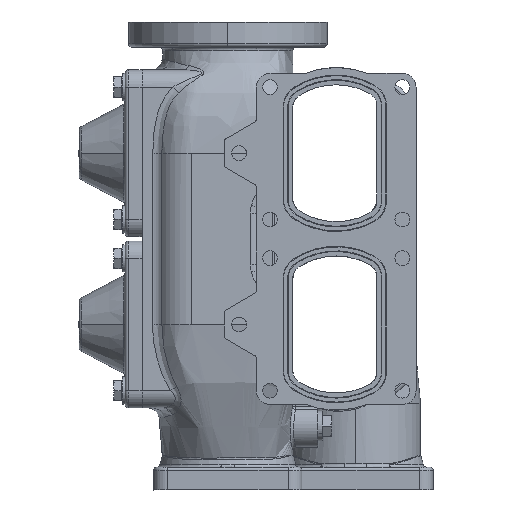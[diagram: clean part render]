
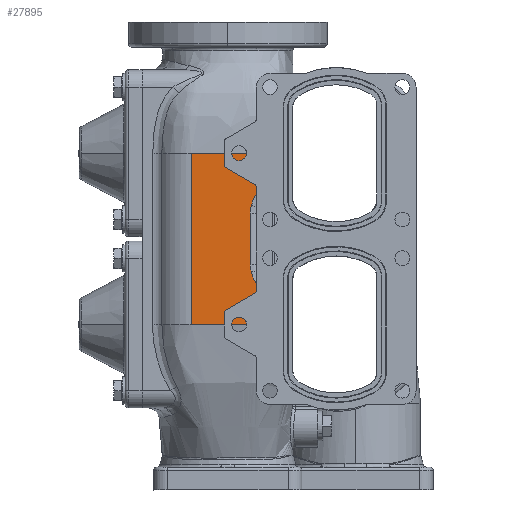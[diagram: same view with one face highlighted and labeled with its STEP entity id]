
A CAD part, left-side view. The second image highlights one B-rep face of the part: STEP entity #27895.
In plain terms, the highlighted planar face has unit normal (-1, 0, 0).
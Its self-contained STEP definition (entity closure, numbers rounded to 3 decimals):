
#3533 = ORIENTED_EDGE ( 'NONE', *, *, #137023, .T. ) ;
#3534 = ORIENTED_EDGE ( 'NONE', *, *, #46861, .T. ) ;
#3535 = ORIENTED_EDGE ( 'NONE', *, *, #137001, .T. ) ;
#3536 = ORIENTED_EDGE ( 'NONE', *, *, #137027, .F. ) ;
#3537 = ORIENTED_EDGE ( 'NONE', *, *, #136979, .F. ) ;
#3538 = ORIENTED_EDGE ( 'NONE', *, *, #136883, .F. ) ;
#3539 = ORIENTED_EDGE ( 'NONE', *, *, #110608, .T. ) ;
#3540 = ORIENTED_EDGE ( 'NONE', *, *, #136974, .T. ) ;
#3541 = ORIENTED_EDGE ( 'NONE', *, *, #137004, .T. ) ;
#3542 = ORIENTED_EDGE ( 'NONE', *, *, #137010, .T. ) ;
#11835 = VERTEX_POINT ( 'NONE', #11848 ) ;
#11843 = VERTEX_POINT ( 'NONE', #11856 ) ;
#11848 = CARTESIAN_POINT ( 'NONE',  ( -90., 36.336, 29.365 ) ) ;
#11856 = CARTESIAN_POINT ( 'NONE',  ( -90., 32., 39.432 ) ) ;
#11914 = VERTEX_POINT ( 'NONE', #11927 ) ;
#11927 = CARTESIAN_POINT ( 'NONE',  ( -90., 32., 75. ) ) ;
#11952 = VERTEX_POINT ( 'NONE', #11965 ) ;
#11954 = VERTEX_POINT ( 'NONE', #11967 ) ;
#11957 = VERTEX_POINT ( 'NONE', #11970 ) ;
#11960 = VERTEX_POINT ( 'NONE', #11973 ) ;
#11963 = VERTEX_POINT ( 'NONE', #11976 ) ;
#11965 = CARTESIAN_POINT ( 'NONE',  ( -90., 32., -39.432 ) ) ;
#11967 = CARTESIAN_POINT ( 'NONE',  ( -90., 36.336, -29.365 ) ) ;
#11970 = CARTESIAN_POINT ( 'NONE',  ( -90., 37.247, -22.623 ) ) ;
#11973 = CARTESIAN_POINT ( 'NONE',  ( -90., 37.247, 22.623 ) ) ;
#11976 = CARTESIAN_POINT ( 'NONE',  ( -89.999, 89., 75. ) ) ;
#17029 = VECTOR ( 'NONE', #20074, 1000. ) ;
#17066 = LINE ( 'NONE', #20062, #17029 ) ;
#17126 = LINE ( 'NONE', #20214, #17156 ) ;
#17142 = LINE ( 'NONE', #20162, #17153 ) ;
#17153 = VECTOR ( 'NONE', #20163, 1000. ) ;
#17156 = VECTOR ( 'NONE', #20215, 1000. ) ;
#17162 = VECTOR ( 'NONE', #20207, 1000. ) ;
#17169 = LINE ( 'NONE', #20189, #17162 ) ;
#20062 = CARTESIAN_POINT ( 'NONE',  ( -90., 32., 75. ) ) ;
#20074 = DIRECTION ( 'NONE',  ( 0., 0., -1. ) ) ;
#20156 = CARTESIAN_POINT ( 'NONE',  ( -90., 32., -39.432 ) ) ;
#20159 = CARTESIAN_POINT ( 'NONE',  ( -90., 33.651, -36.885 ) ) ;
#20160 = CARTESIAN_POINT ( 'NONE',  ( -90., 35.113, -33.49 ) ) ;
#20161 = CARTESIAN_POINT ( 'NONE',  ( -90., 36.336, -29.365 ) ) ;
#20162 = CARTESIAN_POINT ( 'NONE',  ( -90., 32., 75. ) ) ;
#20163 = DIRECTION ( 'NONE',  ( 0., 0., -1. ) ) ;
#20189 = CARTESIAN_POINT ( 'NONE',  ( -90., 89., 75. ) ) ;
#20204 = CARTESIAN_POINT ( 'NONE',  ( -90., 36.336, -29.365 ) ) ;
#20207 = DIRECTION ( 'NONE',  ( 0., 0., -1. ) ) ;
#20208 = CARTESIAN_POINT ( 'NONE',  ( -90., 36.662, -28.265 ) ) ;
#20209 = CARTESIAN_POINT ( 'NONE',  ( -90., 36.884, -27.151 ) ) ;
#20210 = CARTESIAN_POINT ( 'NONE',  ( -90., 37.177, -24.902 ) ) ;
#20211 = CARTESIAN_POINT ( 'NONE',  ( -90., 37.247, -23.767 ) ) ;
#20212 = CARTESIAN_POINT ( 'NONE',  ( -90., 37.247, -22.623 ) ) ;
#20214 = CARTESIAN_POINT ( 'NONE',  ( -90., 37.247, 75. ) ) ;
#20215 = DIRECTION ( 'NONE',  ( 0., 0., 1. ) ) ;
#20219 = CARTESIAN_POINT ( 'NONE',  ( -90., 37.247, 22.623 ) ) ;
#20229 = CARTESIAN_POINT ( 'NONE',  ( -89.999, 89., 75. ) ) ;
#20230 = CARTESIAN_POINT ( 'NONE',  ( -90., 37.247, 23.767 ) ) ;
#20231 = CARTESIAN_POINT ( 'NONE',  ( -90., 37.177, 24.902 ) ) ;
#20232 = CARTESIAN_POINT ( 'NONE',  ( -90., 36.884, 27.151 ) ) ;
#20233 = CARTESIAN_POINT ( 'NONE',  ( -90., 36.662, 28.265 ) ) ;
#20234 = CARTESIAN_POINT ( 'NONE',  ( -90., 36.336, 29.365 ) ) ;
#20236 = CARTESIAN_POINT ( 'NONE',  ( -90., 88.96, 75. ) ) ;
#20237 = CARTESIAN_POINT ( 'NONE',  ( -90., 88.919, 75. ) ) ;
#20238 = CARTESIAN_POINT ( 'NONE',  ( -90., 87.48, 75. ) ) ;
#20239 = CARTESIAN_POINT ( 'NONE',  ( -90., 85.2, 75. ) ) ;
#20240 = CARTESIAN_POINT ( 'NONE',  ( -90., 82.16, 75. ) ) ;
#20241 = CARTESIAN_POINT ( 'NONE',  ( -90., 68.48, 75. ) ) ;
#20242 = CARTESIAN_POINT ( 'NONE',  ( -90., 54.61, 75. ) ) ;
#20243 = CARTESIAN_POINT ( 'NONE',  ( -90., 40.55, 75. ) ) ;
#20244 = CARTESIAN_POINT ( 'NONE',  ( -90., 37.7, 75. ) ) ;
#20245 = CARTESIAN_POINT ( 'NONE',  ( -90., 34.85, 75. ) ) ;
#20246 = CARTESIAN_POINT ( 'NONE',  ( -90., 32.95, 75. ) ) ;
#20247 = CARTESIAN_POINT ( 'NONE',  ( -90., 32.081, 75. ) ) ;
#20248 = CARTESIAN_POINT ( 'NONE',  ( -90., 32.04, 75. ) ) ;
#20249 = CARTESIAN_POINT ( 'NONE',  ( -90., 32., 75. ) ) ;
#27895 = ADVANCED_FACE ( 'NONE', ( #55792 ), #31099, .F. ) ;
#31098 = CARTESIAN_POINT ( 'NONE',  ( -90., 89., 75. ) ) ;
#31099 = PLANE ( 'NONE',  #127542 ) ;
#31132 = DIRECTION ( 'NONE',  ( 1., 0., 0. ) ) ;
#31135 = DIRECTION ( 'NONE',  ( 0., 1., 0. ) ) ;
#46861 = EDGE_CURVE ( 'NONE', #11835, #11843, #145867, .T. ) ;
#55792 = FACE_OUTER_BOUND ( 'NONE', #152636, .T. ) ;
#68412 = CARTESIAN_POINT ( 'NONE',  ( -90., 36.336, 29.365 ) ) ;
#68421 = CARTESIAN_POINT ( 'NONE',  ( -90., 35.113, 33.49 ) ) ;
#68423 = CARTESIAN_POINT ( 'NONE',  ( -90., 33.651, 36.885 ) ) ;
#68425 = CARTESIAN_POINT ( 'NONE',  ( -90., 32., 39.432 ) ) ;
#103584 = B_SPLINE_CURVE_WITH_KNOTS ( 'NONE', 3,
 ( #190378, #190382, #190383, #190384 ),
 .UNSPECIFIED., .F., .F.,
 ( 4, 4 ),
 ( 0., 1. ),
 .UNSPECIFIED. ) ;
#107055 = CARTESIAN_POINT ( 'NONE',  ( -90., 32., -75. ) ) ;
#107056 = CARTESIAN_POINT ( 'NONE',  ( -89.999, 89., -75. ) ) ;
#110608 = EDGE_CURVE ( 'NONE', #193767, #193766, #103584, .T. ) ;
#127542 = AXIS2_PLACEMENT_3D ( 'NONE', #31098, #31132, #31135 ) ;
#136883 = EDGE_CURVE ( 'NONE', #11914, #11843, #17066, .T. ) ;
#136974 = EDGE_CURVE ( 'NONE', #11952, #11954, #146013, .T. ) ;
#136979 = EDGE_CURVE ( 'NONE', #11952, #193766, #17142, .T. ) ;
#137001 = EDGE_CURVE ( 'NONE', #11963, #193767, #17169, .T. ) ;
#137004 = EDGE_CURVE ( 'NONE', #11954, #11957, #191589, .T. ) ;
#137010 = EDGE_CURVE ( 'NONE', #11957, #11960, #17126, .T. ) ;
#137023 = EDGE_CURVE ( 'NONE', #11960, #11835, #191592, .T. ) ;
#137027 = EDGE_CURVE ( 'NONE', #11963, #11914, #146017, .T. ) ;
#145867 =( BOUNDED_CURVE ( )  B_SPLINE_CURVE ( 3, ( #68412, #68421, #68423, #68425 ),
 .UNSPECIFIED., .F., .T. ) 
 B_SPLINE_CURVE_WITH_KNOTS ( ( 4, 4 ),
 ( 2.285, 2.656 ),
 .UNSPECIFIED. ) 
 CURVE ( )  GEOMETRIC_REPRESENTATION_ITEM ( )  RATIONAL_B_SPLINE_CURVE ( ( 1., 0.989, 0.989, 1. ) ) 
 REPRESENTATION_ITEM ( '' )  );
#146013 =( BOUNDED_CURVE ( )  B_SPLINE_CURVE ( 3, ( #20156, #20159, #20160, #20161 ),
 .UNSPECIFIED., .F., .T. ) 
 B_SPLINE_CURVE_WITH_KNOTS ( ( 4, 4 ),
 ( 0.486, 0.857 ),
 .UNSPECIFIED. ) 
 CURVE ( )  GEOMETRIC_REPRESENTATION_ITEM ( )  RATIONAL_B_SPLINE_CURVE ( ( 1., 0.989, 0.989, 1. ) ) 
 REPRESENTATION_ITEM ( '' )  );
#146017 =( BOUNDED_CURVE ( )  B_SPLINE_CURVE ( 3, ( #20229, #20236, #20237, #20238, #20239, #20240, #20241, #20242, #20243, #20244, #20245, #20246, #20247, #20248, #20249 ),
 .UNSPECIFIED., .F., .T. ) 
 B_SPLINE_CURVE_WITH_KNOTS ( ( 4, 2, 1, 1, 1, 1, 1, 1, 1, 2, 4 ),
 ( 0.222, 0.222, 0.231, 0.236, 0.24, 0.311, 0.317, 0.322, 0.328, 0.333, 0.334 ),
 .UNSPECIFIED. ) 
 CURVE ( )  GEOMETRIC_REPRESENTATION_ITEM ( )  RATIONAL_B_SPLINE_CURVE ( ( 0.993, 0.994, 0.994, 1., 1., 1., 1., 1., 1., 1., 1., 1., 0.994, 0.993, 0.993 ) ) 
 REPRESENTATION_ITEM ( '' )  );
#152636 = EDGE_LOOP ( 'NONE', ( #3533, #3534, #3538, #3536, #3535, #3539, #3537, #3540, #3541, #3542 ) ) ;
#190378 = CARTESIAN_POINT ( 'NONE',  ( -89.999, 89., -75. ) ) ;
#190382 = CARTESIAN_POINT ( 'NONE',  ( -90., 70., -75. ) ) ;
#190383 = CARTESIAN_POINT ( 'NONE',  ( -90., 51., -75. ) ) ;
#190384 = CARTESIAN_POINT ( 'NONE',  ( -90., 32., -75. ) ) ;
#191589 = B_SPLINE_CURVE_WITH_KNOTS ( 'NONE', 3,
 ( #20204, #20208, #20209, #20210, #20211, #20212 ),
 .UNSPECIFIED., .F., .F.,
 ( 4, 2, 4 ),
 ( 0., 0.003, 0.007 ),
 .UNSPECIFIED. ) ;
#191592 = B_SPLINE_CURVE_WITH_KNOTS ( 'NONE', 3,
 ( #20219, #20230, #20231, #20232, #20233, #20234 ),
 .UNSPECIFIED., .F., .F.,
 ( 4, 2, 4 ),
 ( 0., 0.003, 0.007 ),
 .UNSPECIFIED. ) ;
#193766 = VERTEX_POINT ( 'NONE', #107055 ) ;
#193767 = VERTEX_POINT ( 'NONE', #107056 ) ;
